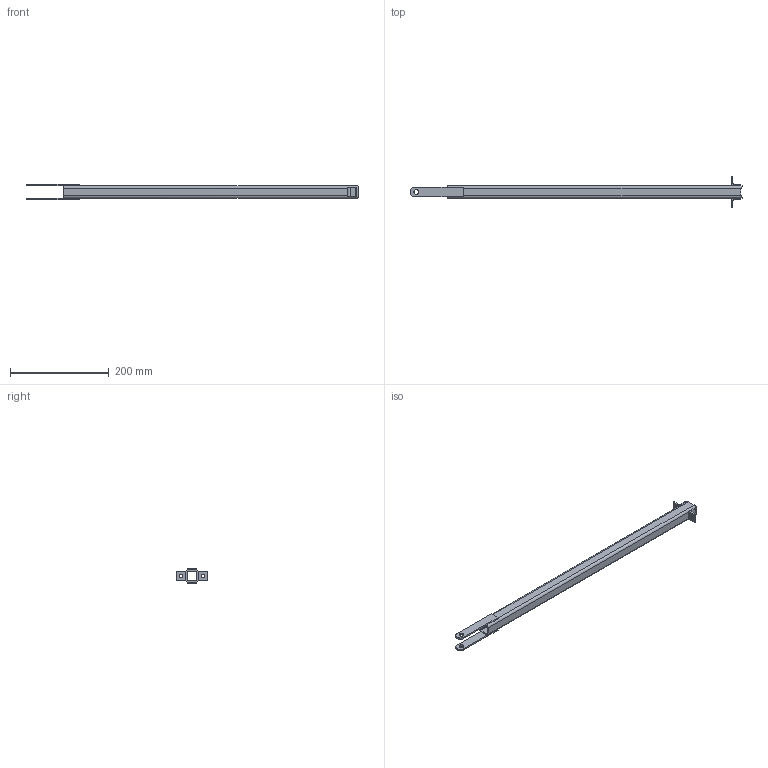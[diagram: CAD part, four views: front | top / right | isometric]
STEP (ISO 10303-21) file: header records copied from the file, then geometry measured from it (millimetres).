
FILE_DESCRIPTION(/* description */ (''),/* implementation_level */ '2;1');
FILE_NAME(/* name */ 'GE-17080_ASM_12_ASM.stp',/* time_stamp */ '2017-01-08T13:17:55-05:00',/* author */ ('jeff1'),/* organization */ (''),/* preprocessor_version */ 'ST-DEVELOPER v16.5',/* originating_system */ 'Autodesk Inventor 2017',/* authorisation */ '');
FILE_SCHEMA (('AUTOMOTIVE_DESIGN { 1 0 10303 214 3 1 1 }'));
Length unit declared in the file: inch
Products named in the file (4): GE-17080_ASM_12_ASM; GE-17080-01_7; GE-17080-02_5; GE-17080-03_2
Assembly tree (5 placements, depth 2):
  GE-17080_ASM_12_ASM
    GE-17080-01_7
    GE-17080-02_5  x2
    GE-17080-03_2  x2
Bounding box: 673.1 x 63.5 x 31.75 mm (x, y, z)
Volume: 168373 mm3; surface area: 113287.2 mm2
Topology: 5 solids, 5 shells, 60 faces, 152 edges, 100 vertices
Faces by surface type: plane 39, cylinder 21
Full cylindrical faces by diameter (mm): 6.731 x2, 9.525 x2
Entity records: 1381 total; most frequent: CARTESIAN_POINT 272, DIRECTION 219, ORIENTED_EDGE 200, EDGE_CURVE 100, AXIS2_PLACEMENT_3D 78, VERTEX_POINT 67, LINE 63, VECTOR 63
